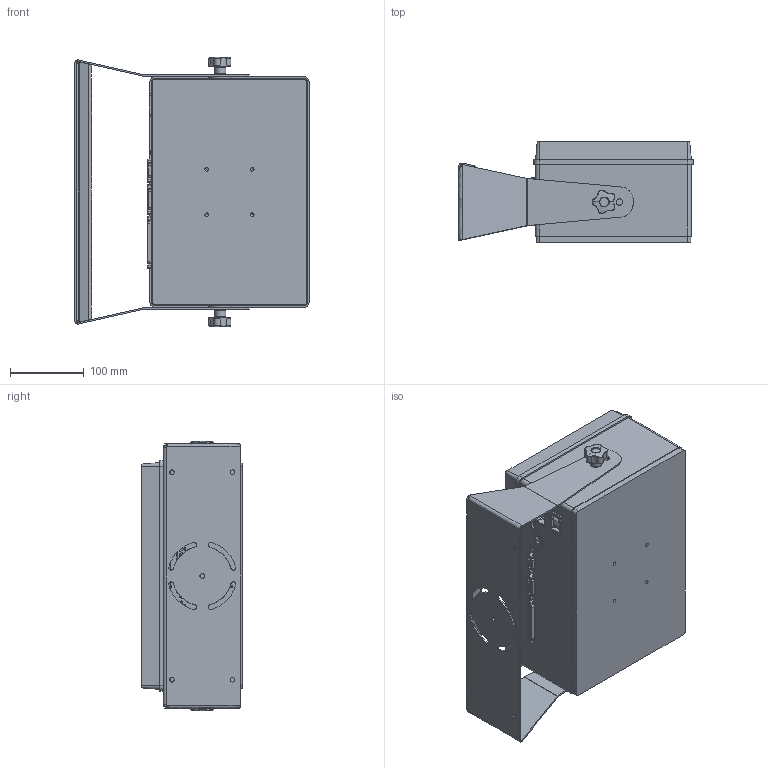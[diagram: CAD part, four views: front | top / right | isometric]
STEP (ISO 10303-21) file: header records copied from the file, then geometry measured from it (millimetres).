
FILE_DESCRIPTION(('FreeCAD Model'),'2;1');
FILE_NAME('Open CASCADE Shape Model','2025-05-09T16:05:51',('FreeCAD'),( 'FreeCAD'),'Open CASCADE STEP processor 7.6','FreeCAD','Unknown');
FILE_SCHEMA(('AUTOMOTIVE_DESIGN { 1 0 10303 214 1 1 1 1 }'));
Products named in the file (1): Open CASCADE STEP translator 7.6 1
Bounding box: 317.67 x 136.61 x 365.67 mm (x, y, z)
Volume: 9051477.3 mm3; surface area: 462254.3 mm2
Topology: 6 solids, 7 shells, 2011 faces, 5407 edges, 3386 vertices
Faces by surface type: bspline 2011
Entity records: 68496 total; most frequent: CARTESIAN_POINT 37422, ORIENTED_EDGE 10646, EDGE_CURVE 5323, B_SPLINE_CURVE_WITH_KNOTS 4015, VERTEX_POINT 3386, FACE_BOUND 2231, EDGE_LOOP 2231, ADVANCED_FACE 2011
